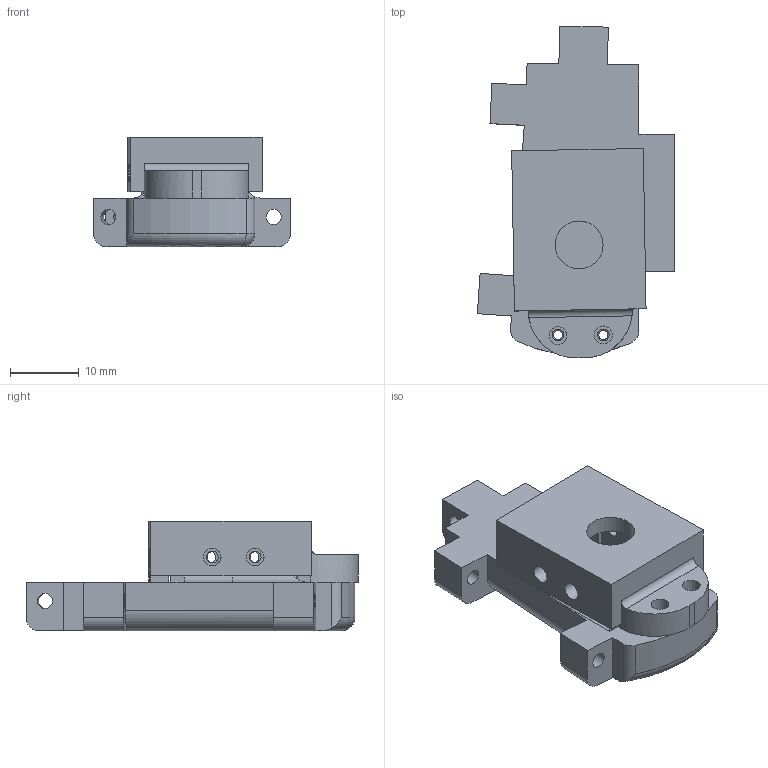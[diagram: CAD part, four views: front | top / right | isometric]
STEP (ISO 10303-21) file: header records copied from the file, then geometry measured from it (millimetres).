
FILE_DESCRIPTION(/* description */ (''),/* implementation_level */ '2;1');
FILE_NAME(/* name */ 'SidePOT.iam.stp',/* time_stamp */ '2021-06-20T10:03:43-05:00',/* author */ ('svale'),/* organization */ (''),/* preprocessor_version */ 'ST-DEVELOPER v18.1',/* originating_system */ 'Autodesk Inventor 2021',/* authorisation */ '');
FILE_SCHEMA (('AUTOMOTIVE_DESIGN { 1 0 10303 214 3 1 1 }'));
Length unit declared in the file: millimetre
Products named in the file (3): SidePOT; BraceletPOTV4LFR; BracePotHolder
Assembly tree (2 placements, depth 2):
  SidePOT
    BraceletPOTV4LFR
    BracePotHolder
Bounding box: 28.78 x 48.43 x 16.02 mm (x, y, z)
Volume: 9076.8 mm3; surface area: 6026.8 mm2
Topology: 2 solids, 2 shells, 105 faces, 345 edges, 266 vertices
Faces by surface type: plane 65, cylinder 35, cone 2, torus 1, sphere 1, bspline 1
Full cylindrical faces by diameter (mm): 1.713 x6, 2.2 x4, 2.6 x6, 7 x1
Entity records: 3941 total; most frequent: CARTESIAN_POINT 748, DIRECTION 633, ORIENTED_EDGE 622, EDGE_CURVE 311, LINE 213, VECTOR 213, AXIS2_PLACEMENT_3D 210, VERTEX_POINT 208
